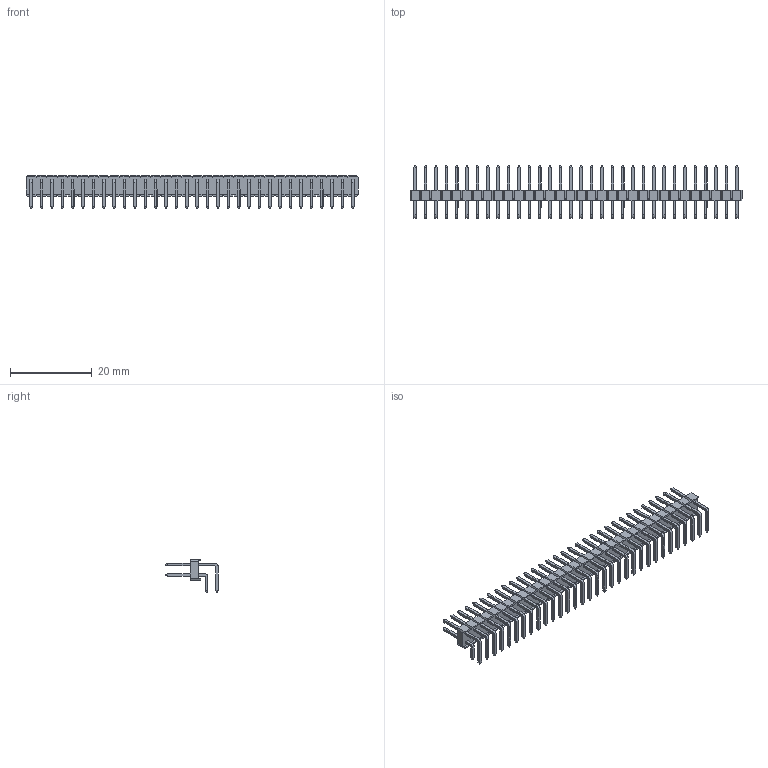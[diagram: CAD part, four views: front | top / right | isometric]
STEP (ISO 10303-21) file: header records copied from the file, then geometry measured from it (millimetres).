
FILE_DESCRIPTION(/* description */ ('Unknown'),/* implementation_level */ '2;1');
FILE_NAME(/* name */ 'J_Wurth_WR-PHD_61306421021',/* time_stamp */ '2025-04-09T15:03:52+08:00',/* author */ ('Unknown'),/* organization */ ('Unknown'),/* preprocessor_version */ 'ST-DEVELOPER v19.4',/* originating_system */ 'Solid Edge',/* authorisation */ 'Unknown');
FILE_SCHEMA (('AUTOMOTIVE_DESIGN {1 0 10303 214 3 1 1}'));
Length unit declared in the file: millimetre
Products named in the file (2): J_Wurth_WR-PHD_61306421021
Assembly tree (1 placements, depth 2):
  J_Wurth_WR-PHD_61306421021
    J_Wurth_WR-PHD_61306421021
Bounding box: 81.28 x 12.9 x 8.08 mm (x, y, z)
Volume: 1219.5 mm3; surface area: 3706.9 mm2
Topology: 1 solids, 1 shells, 1732 faces, 4294 edges, 2692 vertices
Faces by surface type: plane 1604, cylinder 128
Entity records: 61985 total; most frequent: CARTESIAN_POINT 8720, ORIENTED_EDGE 8588, DIRECTION 8018, EDGE_CURVE 4294, LINE 4038, VECTOR 4038, VERTEX_POINT 2692, AXIS2_PLACEMENT_3D 1990
